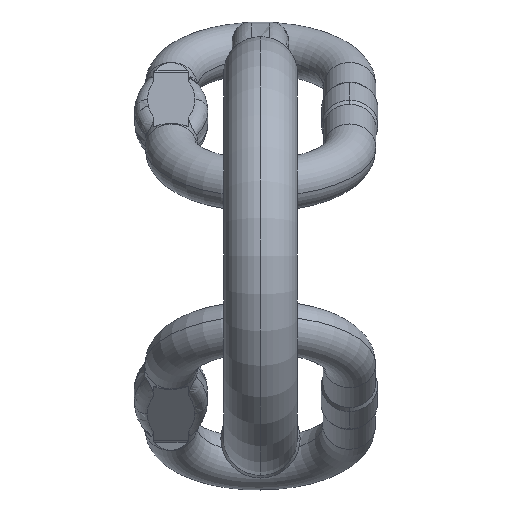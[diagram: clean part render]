
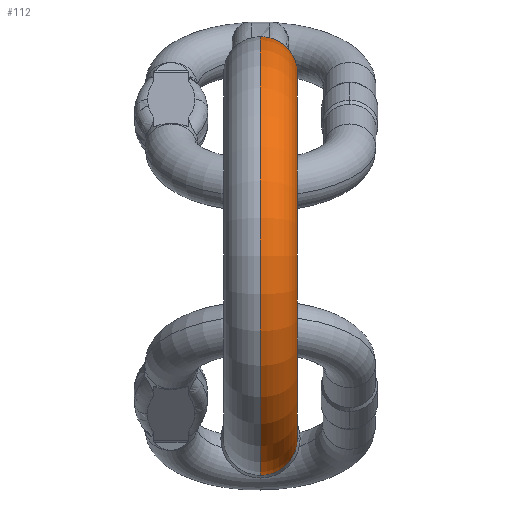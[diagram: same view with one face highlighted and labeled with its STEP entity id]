
A CAD part, front view. The second image highlights one B-rep face of the part: STEP entity #112.
In plain terms, the highlighted toroidal (fillet/blend) face has major radius 94 mm and minor radius 19 mm.
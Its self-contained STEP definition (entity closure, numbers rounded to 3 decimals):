
#112=ADVANCED_FACE('',(#456),#457,.T.);
#456=FACE_OUTER_BOUND('',#1086,.T.);
#457=TOROIDAL_SURFACE('',#1087,94.0,19.0);
#1086=EDGE_LOOP('',(#2096,#2097,#2098,#2099));
#1087=AXIS2_PLACEMENT_3D('',#2100,#2101,#2102);
#2096=ORIENTED_EDGE('',*,*,#4545,.T.);
#2097=ORIENTED_EDGE('',*,*,#4795,.T.);
#2098=ORIENTED_EDGE('',*,*,#4548,.T.);
#2099=ORIENTED_EDGE('',*,*,#4786,.F.);
#2100=CARTESIAN_POINT('',(0.0,-62.5,0.));
#2101=DIRECTION('',(1.0,0.0,-0.0));
#2102=DIRECTION('',(0.0,0.0,1.0));
#4545=EDGE_CURVE('',#5365,#5366,#5367,.T.);
#4548=EDGE_CURVE('',#5372,#5370,#5373,.T.);
#4786=EDGE_CURVE('',#5365,#5370,#5828,.T.);
#4795=EDGE_CURVE('',#5366,#5372,#5841,.T.);
#5365=VERTEX_POINT('',#6717);
#5366=VERTEX_POINT('',#6718);
#5367=CIRCLE('',#6719,113.0);
#5370=VERTEX_POINT('',#6722);
#5372=VERTEX_POINT('',#6724);
#5373=CIRCLE('',#6725,75.0);
#5828=CIRCLE('',#7749,19.0);
#5841=CIRCLE('',#7818,19.0);
#6717=CARTESIAN_POINT('',(0.,-62.5,113.0));
#6718=CARTESIAN_POINT('',(0.,-62.5,-113.0));
#6719=AXIS2_PLACEMENT_3D('',#9937,#9938,#9939);
#6722=CARTESIAN_POINT('',(0.,-62.5,75.0));
#6724=CARTESIAN_POINT('',(0.,-62.5,-75.));
#6725=AXIS2_PLACEMENT_3D('',#9946,#9947,#9948);
#7749=AXIS2_PLACEMENT_3D('',#10176,#10177,#10178);
#7818=AXIS2_PLACEMENT_3D('',#10185,#10186,#10187);
#9937=CARTESIAN_POINT('',(0.,-62.5,0.));
#9938=DIRECTION('',(1.0,0.0,-0.0));
#9939=DIRECTION('',(-0.0,0.0,-1.0));
#9946=CARTESIAN_POINT('',(0.,-62.5,0.));
#9947=DIRECTION('',(-1.0,-0.0,-0.0));
#9948=DIRECTION('',(0.0,0.0,-1.0));
#10176=CARTESIAN_POINT('',(0.0,-62.5,94.0));
#10177=DIRECTION('',(0.0,1.0,0.));
#10178=DIRECTION('',(-1.0,0.0,0.0));
#10185=CARTESIAN_POINT('',(0.0,-62.5,-94.));
#10186=DIRECTION('',(0.0,-1.0,0.0));
#10187=DIRECTION('',(-1.0,0.0,0.0));
